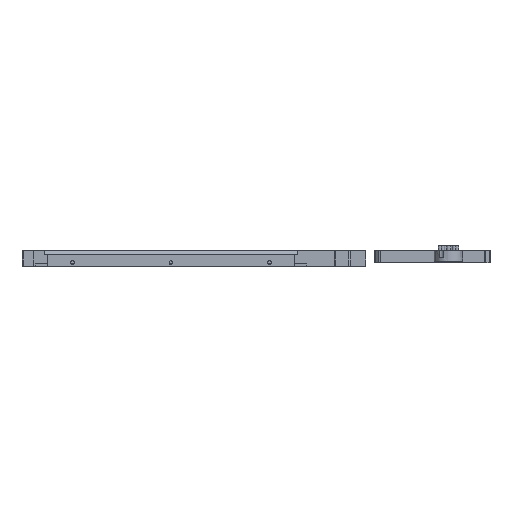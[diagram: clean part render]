
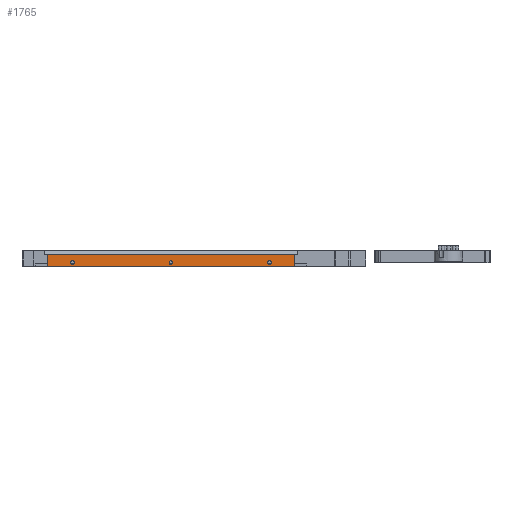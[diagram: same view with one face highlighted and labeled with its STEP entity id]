
A CAD part, front view. The second image highlights one B-rep face of the part: STEP entity #1765.
In plain terms, the highlighted planar face has unit normal (0, -1, 0).
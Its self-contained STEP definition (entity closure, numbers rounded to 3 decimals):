
#137=B_SPLINE_CURVE_WITH_KNOTS('',1,(#16201,#16202),.UNSPECIFIED.,.F.,.F.,
(2,2),(0.,200.),.UNSPECIFIED.);
#157=B_SPLINE_CURVE_WITH_KNOTS('',1,(#16241,#16242),.UNSPECIFIED.,.F.,.F.,
(2,2),(0.,200.),.UNSPECIFIED.);
#159=B_SPLINE_CURVE_WITH_KNOTS('',1,(#16245,#16246),.UNSPECIFIED.,.F.,.F.,
(2,2),(30.259,37.568),.UNSPECIFIED.);
#160=B_SPLINE_CURVE_WITH_KNOTS('',1,(#16247,#16248),.UNSPECIFIED.,.F.,.F.,
(2,2),(30.259,37.568),.UNSPECIFIED.);
#1462=FACE_BOUND('',#2678,.T.);
#1463=FACE_BOUND('',#2679,.T.);
#1464=FACE_BOUND('',#2680,.T.);
#1765=ADVANCED_FACE('',(#2207,#1462,#1463,#1464),#8330,.T.);
#2207=FACE_OUTER_BOUND('',#2677,.T.);
#2677=EDGE_LOOP('',(#4100,#4101,#4102,#4103));
#2678=EDGE_LOOP('',(#4104,#4105));
#2679=EDGE_LOOP('',(#4106,#4107));
#2680=EDGE_LOOP('',(#4108,#4109));
#4100=ORIENTED_EDGE('',*,*,#5933,.T.);
#4101=ORIENTED_EDGE('',*,*,#5911,.T.);
#4102=ORIENTED_EDGE('',*,*,#5934,.F.);
#4103=ORIENTED_EDGE('',*,*,#5931,.F.);
#4104=ORIENTED_EDGE('',*,*,#5935,.T.);
#4105=ORIENTED_EDGE('',*,*,#5945,.T.);
#4106=ORIENTED_EDGE('',*,*,#5938,.T.);
#4107=ORIENTED_EDGE('',*,*,#5948,.T.);
#4108=ORIENTED_EDGE('',*,*,#5941,.T.);
#4109=ORIENTED_EDGE('',*,*,#5951,.T.);
#5911=EDGE_CURVE('',#7825,#7828,#137,.T.);
#5931=EDGE_CURVE('',#7841,#7842,#157,.T.);
#5933=EDGE_CURVE('',#7841,#7825,#159,.T.);
#5934=EDGE_CURVE('',#7842,#7828,#160,.T.);
#5935=EDGE_CURVE('',#7844,#7849,#7014,.T.);
#5938=EDGE_CURVE('',#7846,#7851,#7017,.T.);
#5941=EDGE_CURVE('',#7848,#7853,#7020,.T.);
#5945=EDGE_CURVE('',#7849,#7844,#7024,.T.);
#5948=EDGE_CURVE('',#7851,#7846,#7027,.T.);
#5951=EDGE_CURVE('',#7853,#7848,#7030,.T.);
#7014=(
BOUNDED_CURVE()
B_SPLINE_CURVE(2,(#16249,#16250,#16251,#16252,#16253),.UNSPECIFIED.,.F.,
 .F.)
B_SPLINE_CURVE_WITH_KNOTS((3,2,3),(0.,2.356,4.712),
 .UNSPECIFIED.)
CURVE()
GEOMETRIC_REPRESENTATION_ITEM()
RATIONAL_B_SPLINE_CURVE((1.,0.707,1.,0.707,1.))
REPRESENTATION_ITEM('')
);
#7017=(
BOUNDED_CURVE()
B_SPLINE_CURVE(2,(#16261,#16262,#16263,#16264,#16265),.UNSPECIFIED.,.F.,
 .F.)
B_SPLINE_CURVE_WITH_KNOTS((3,2,3),(0.,2.356,4.712),
 .UNSPECIFIED.)
CURVE()
GEOMETRIC_REPRESENTATION_ITEM()
RATIONAL_B_SPLINE_CURVE((1.,0.707,1.,0.707,1.))
REPRESENTATION_ITEM('')
);
#7020=(
BOUNDED_CURVE()
B_SPLINE_CURVE(2,(#16273,#16274,#16275,#16276,#16277),.UNSPECIFIED.,.F.,
 .F.)
B_SPLINE_CURVE_WITH_KNOTS((3,2,3),(0.,2.356,4.712),
 .UNSPECIFIED.)
CURVE()
GEOMETRIC_REPRESENTATION_ITEM()
RATIONAL_B_SPLINE_CURVE((1.,0.707,1.,0.707,1.))
REPRESENTATION_ITEM('')
);
#7024=(
BOUNDED_CURVE()
B_SPLINE_CURVE(2,(#16287,#16288,#16289,#16290,#16291),.UNSPECIFIED.,.F.,
 .F.)
B_SPLINE_CURVE_WITH_KNOTS((3,2,3),(4.712,7.069,9.425),
 .UNSPECIFIED.)
CURVE()
GEOMETRIC_REPRESENTATION_ITEM()
RATIONAL_B_SPLINE_CURVE((1.,0.707,1.,0.707,1.))
REPRESENTATION_ITEM('')
);
#7027=(
BOUNDED_CURVE()
B_SPLINE_CURVE(2,(#16299,#16300,#16301,#16302,#16303),.UNSPECIFIED.,.F.,
 .F.)
B_SPLINE_CURVE_WITH_KNOTS((3,2,3),(4.712,7.069,9.425),
 .UNSPECIFIED.)
CURVE()
GEOMETRIC_REPRESENTATION_ITEM()
RATIONAL_B_SPLINE_CURVE((1.,0.707,1.,0.707,1.))
REPRESENTATION_ITEM('')
);
#7030=(
BOUNDED_CURVE()
B_SPLINE_CURVE(2,(#16311,#16312,#16313,#16314,#16315),.UNSPECIFIED.,.F.,
 .F.)
B_SPLINE_CURVE_WITH_KNOTS((3,2,3),(4.712,7.069,9.425),
 .UNSPECIFIED.)
CURVE()
GEOMETRIC_REPRESENTATION_ITEM()
RATIONAL_B_SPLINE_CURVE((1.,0.707,1.,0.707,1.))
REPRESENTATION_ITEM('')
);
#7825=VERTEX_POINT('',#16165);
#7828=VERTEX_POINT('',#16168);
#7841=VERTEX_POINT('',#16181);
#7842=VERTEX_POINT('',#16182);
#7844=VERTEX_POINT('',#16184);
#7846=VERTEX_POINT('',#16186);
#7848=VERTEX_POINT('',#16188);
#7849=VERTEX_POINT('',#16189);
#7851=VERTEX_POINT('',#16191);
#7853=VERTEX_POINT('',#16193);
#8330=PLANE('',#8792);
#8792=AXIS2_PLACEMENT_3D('',#16102,#8988,$);
#8988=DIRECTION('',(0.,-1.,0.));
#16102=CARTESIAN_POINT('',(369.632,835.029,-12.7));
#16165=CARTESIAN_POINT('',(369.632,835.029,0.));
#16168=CARTESIAN_POINT('',(169.632,835.029,0.));
#16181=CARTESIAN_POINT('',(369.632,835.029,-12.7));
#16182=CARTESIAN_POINT('',(169.632,835.029,-12.7));
#16184=CARTESIAN_POINT('',(269.632,835.029,-8.2));
#16186=CARTESIAN_POINT('',(189.632,835.029,-8.2));
#16188=CARTESIAN_POINT('',(349.632,835.029,-8.2));
#16189=CARTESIAN_POINT('',(269.632,835.029,-11.2));
#16191=CARTESIAN_POINT('',(189.632,835.029,-11.2));
#16193=CARTESIAN_POINT('',(349.632,835.029,-11.2));
#16201=CARTESIAN_POINT('',(369.632,835.029,0.));
#16202=CARTESIAN_POINT('',(169.632,835.029,0.));
#16241=CARTESIAN_POINT('',(369.632,835.029,-12.7));
#16242=CARTESIAN_POINT('',(169.632,835.029,-12.7));
#16245=CARTESIAN_POINT('',(369.632,835.029,-12.7));
#16246=CARTESIAN_POINT('',(369.632,835.029,0.));
#16247=CARTESIAN_POINT('',(169.632,835.029,-12.7));
#16248=CARTESIAN_POINT('',(169.632,835.029,0.));
#16249=CARTESIAN_POINT('',(269.632,835.029,-8.2));
#16250=CARTESIAN_POINT('',(271.132,835.029,-8.2));
#16251=CARTESIAN_POINT('',(271.132,835.029,-9.7));
#16252=CARTESIAN_POINT('',(271.132,835.029,-11.2));
#16253=CARTESIAN_POINT('',(269.632,835.029,-11.2));
#16261=CARTESIAN_POINT('',(189.632,835.029,-8.2));
#16262=CARTESIAN_POINT('',(191.132,835.029,-8.2));
#16263=CARTESIAN_POINT('',(191.132,835.029,-9.7));
#16264=CARTESIAN_POINT('',(191.132,835.029,-11.2));
#16265=CARTESIAN_POINT('',(189.632,835.029,-11.2));
#16273=CARTESIAN_POINT('',(349.632,835.029,-8.2));
#16274=CARTESIAN_POINT('',(351.132,835.029,-8.2));
#16275=CARTESIAN_POINT('',(351.132,835.029,-9.7));
#16276=CARTESIAN_POINT('',(351.132,835.029,-11.2));
#16277=CARTESIAN_POINT('',(349.632,835.029,-11.2));
#16287=CARTESIAN_POINT('',(269.632,835.029,-11.2));
#16288=CARTESIAN_POINT('',(268.132,835.029,-11.2));
#16289=CARTESIAN_POINT('',(268.132,835.029,-9.7));
#16290=CARTESIAN_POINT('',(268.132,835.029,-8.2));
#16291=CARTESIAN_POINT('',(269.632,835.029,-8.2));
#16299=CARTESIAN_POINT('',(189.632,835.029,-11.2));
#16300=CARTESIAN_POINT('',(188.132,835.029,-11.2));
#16301=CARTESIAN_POINT('',(188.132,835.029,-9.7));
#16302=CARTESIAN_POINT('',(188.132,835.029,-8.2));
#16303=CARTESIAN_POINT('',(189.632,835.029,-8.2));
#16311=CARTESIAN_POINT('',(349.632,835.029,-11.2));
#16312=CARTESIAN_POINT('',(348.132,835.029,-11.2));
#16313=CARTESIAN_POINT('',(348.132,835.029,-9.7));
#16314=CARTESIAN_POINT('',(348.132,835.029,-8.2));
#16315=CARTESIAN_POINT('',(349.632,835.029,-8.2));
